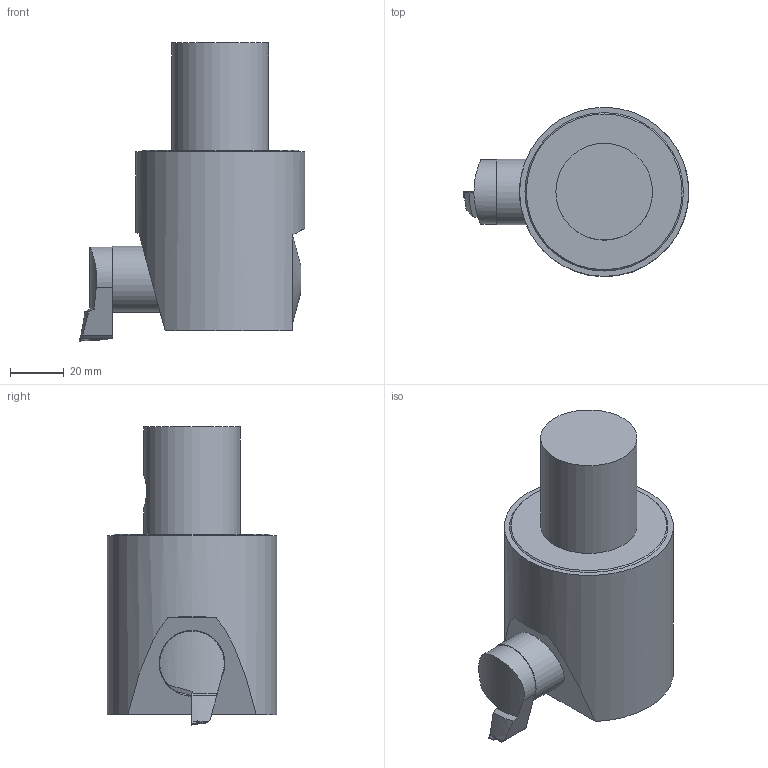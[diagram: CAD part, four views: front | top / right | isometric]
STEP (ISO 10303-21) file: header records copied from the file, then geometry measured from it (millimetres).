
FILE_DESCRIPTION((''),'1');
FILE_NAME('EWB85-105CK6+EBH6-1_new.stp','2023-03-07T01:54:10',(''),(''),'Spatial Interop R21 SP3','Kubotek KeyCreator 2011 V10.0.2 (22737)',' ');
FILE_SCHEMA(('automotive_design'));
Length unit declared in the file: millimetre
Products named in the file (4): 240[2]; 241[3]
Bounding box: 84 x 63 x 111 mm (x, y, z)
Volume: 247670 mm3; surface area: 32451.4 mm2
Topology: 4 solids, 4 shells, 55 faces, 127 edges, 86 vertices
Faces by surface type: plane 31, cylinder 12, cone 10, torus 1, bspline 1
Full cylindrical faces by diameter (mm): 2.5 x2, 12.3 x1, 24.5 x2, 36 x1, 63 x1
Entity records: 2982 total; most frequent: CARTESIAN_POINT 412, DIRECTION 267, PRESENTATION_STYLE_ASSIGNMENT 233, COLOUR_RGB 233, ORIENTED_EDGE 230, STYLED_ITEM 174, CURVE_STYLE 174, DRAUGHTING_PRE_DEFINED_CURVE_FONT 174
